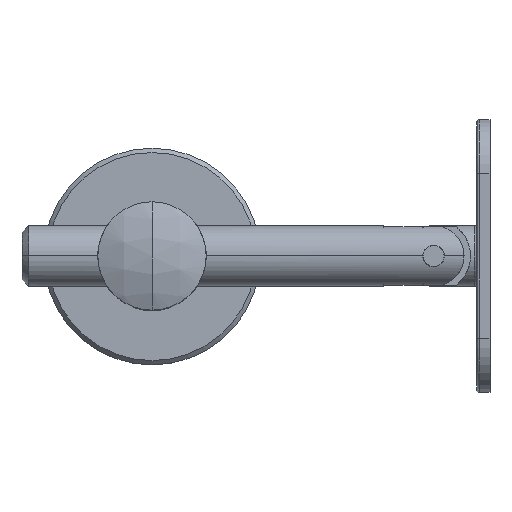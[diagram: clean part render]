
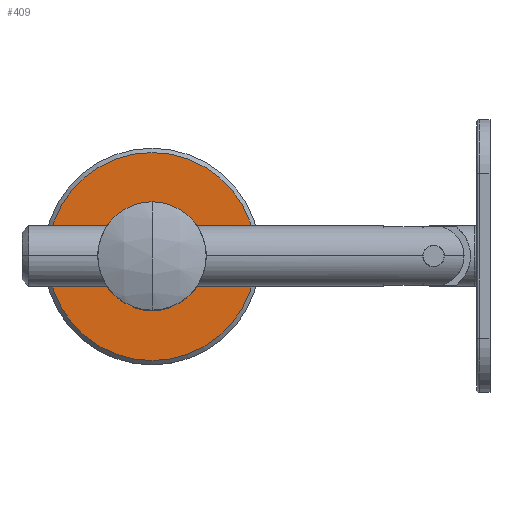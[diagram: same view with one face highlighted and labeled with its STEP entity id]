
A CAD part, top view. The second image highlights one B-rep face of the part: STEP entity #409.
In plain terms, the highlighted planar face has unit normal (0, 0, 1).
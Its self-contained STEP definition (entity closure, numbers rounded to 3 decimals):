
#18 = ORIENTED_EDGE ( 'NONE', *, *, #171, .T. ) ;
#60 = EDGE_CURVE ( 'NONE', #626, #2686, #4650, .T. ) ;
#171 = EDGE_CURVE ( 'NONE', #2713, #3862, #1500, .T. ) ;
#409 = ADVANCED_FACE ( 'NONE', ( #2653, #2970 ), #1330, .T. ) ;
#626 = VERTEX_POINT ( 'NONE', #1518 ) ;
#775 = DIRECTION ( 'NONE',  ( 1., 0., 0. ) ) ;
#1033 = CARTESIAN_POINT ( 'NONE',  ( 24., 0., 4. ) ) ;
#1040 = CARTESIAN_POINT ( 'NONE',  ( 0., 0., 4. ) ) ;
#1224 = EDGE_CURVE ( 'NONE', #2686, #626, #2143, .T. ) ;
#1330 = PLANE ( 'NONE',  #2944 ) ;
#1364 = DIRECTION ( 'NONE',  ( 0., 0., 1. ) ) ;
#1500 = CIRCLE ( 'NONE', #2615, 24. ) ;
#1518 = CARTESIAN_POINT ( 'NONE',  ( -10., 0., 4. ) ) ;
#1530 = ORIENTED_EDGE ( 'NONE', *, *, #60, .F. ) ;
#1732 = DIRECTION ( 'NONE',  ( 1., 0., 0. ) ) ;
#1798 = DIRECTION ( 'NONE',  ( 1., 0., 0. ) ) ;
#2143 = CIRCLE ( 'NONE', #3667, 10. ) ;
#2160 = CARTESIAN_POINT ( 'NONE',  ( -24., 0., 4. ) ) ;
#2407 = CARTESIAN_POINT ( 'NONE',  ( 0., 0., 4. ) ) ;
#2601 = CARTESIAN_POINT ( 'NONE',  ( 0., 0., 4. ) ) ;
#2615 = AXIS2_PLACEMENT_3D ( 'NONE', #2407, #2733, #5207 ) ;
#2653 = FACE_OUTER_BOUND ( 'NONE', #5003, .T. ) ;
#2686 = VERTEX_POINT ( 'NONE', #3642 ) ;
#2713 = VERTEX_POINT ( 'NONE', #2160 ) ;
#2733 = DIRECTION ( 'NONE',  ( 0., 0., 1. ) ) ;
#2944 = AXIS2_PLACEMENT_3D ( 'NONE', #1040, #4593, #1732 ) ;
#2949 = AXIS2_PLACEMENT_3D ( 'NONE', #2601, #1364, #1798 ) ;
#2970 = FACE_BOUND ( 'NONE', #3287, .T. ) ;
#3220 = ORIENTED_EDGE ( 'NONE', *, *, #4510, .T. ) ;
#3287 = EDGE_LOOP ( 'NONE', ( #1530, #4266 ) ) ;
#3642 = CARTESIAN_POINT ( 'NONE',  ( 10., 0., 4. ) ) ;
#3667 = AXIS2_PLACEMENT_3D ( 'NONE', #4289, #4817, #4891 ) ;
#3718 = CARTESIAN_POINT ( 'NONE',  ( 0., 0., 4. ) ) ;
#3862 = VERTEX_POINT ( 'NONE', #1033 ) ;
#4266 = ORIENTED_EDGE ( 'NONE', *, *, #1224, .F. ) ;
#4289 = CARTESIAN_POINT ( 'NONE',  ( 0., 0., 4. ) ) ;
#4434 = DIRECTION ( 'NONE',  ( 0., 0., 1. ) ) ;
#4510 = EDGE_CURVE ( 'NONE', #3862, #2713, #4828, .T. ) ;
#4593 = DIRECTION ( 'NONE',  ( 0., 0., 1. ) ) ;
#4650 = CIRCLE ( 'NONE', #2949, 10. ) ;
#4817 = DIRECTION ( 'NONE',  ( 0., 0., 1. ) ) ;
#4828 = CIRCLE ( 'NONE', #5175, 24. ) ;
#4891 = DIRECTION ( 'NONE',  ( 1., 0., 0. ) ) ;
#5003 = EDGE_LOOP ( 'NONE', ( #18, #3220 ) ) ;
#5175 = AXIS2_PLACEMENT_3D ( 'NONE', #3718, #4434, #775 ) ;
#5207 = DIRECTION ( 'NONE',  ( 1., 0., 0. ) ) ;
